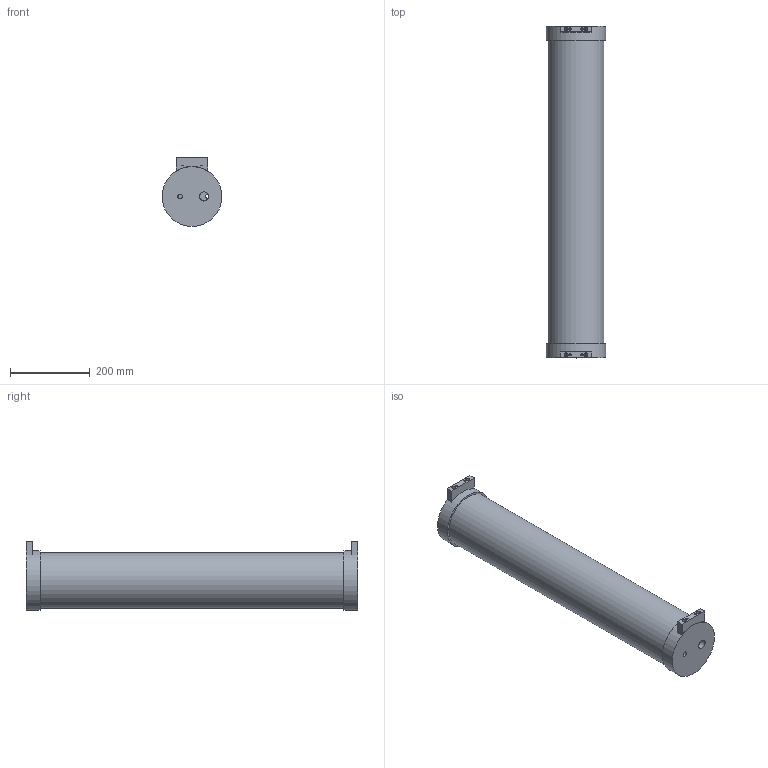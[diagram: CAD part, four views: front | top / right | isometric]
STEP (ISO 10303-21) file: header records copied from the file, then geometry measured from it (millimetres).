
FILE_DESCRIPTION(/* description */ (''),/* implementation_level */ '2;1');
FILE_NAME(/* name */ 'Reservoir LOX.step',/* time_stamp */ '2019-06-09T19:42:00+02:00',/* author */ (''),/* organization */ (''),/* preprocessor_version */ 'ST-DEVELOPER v18',/* originating_system */ 'Autodesk Translation Framework v8.2.0.1029',/* authorisation */ '');
FILE_SCHEMA (('AUTOMOTIVE_DESIGN { 1 0 10303 214 3 1 1 }'));
Length unit declared in the file: millimetre
Products named in the file (3): Reservoir LOX - plan; Fond bas - kerosène; Fixation haut - kerosène
Assembly tree (2 placements, depth 2):
  Reservoir LOX - plan
    Fond bas - kerosène
    Fixation haut - kerosène
Bounding box: 149.7 x 830 x 172 mm (x, y, z)
Volume: 2016979.2 mm3; surface area: 828348.9 mm2
Topology: 5 solids, 5 shells, 55 faces, 113 edges, 78 vertices
Faces by surface type: cylinder 29, plane 26
Full cylindrical faces by diameter (mm): 5.2 x8, 6 x4, 10 x4, 11.8 x3, 23 x1, 24.5 x1, 131.7 x1, 139.7 x3, 149.7 x2
Entity records: 1997 total; most frequent: CARTESIAN_POINT 647, DIRECTION 275, ORIENTED_EDGE 226, AXIS2_PLACEMENT_3D 114, EDGE_CURVE 113, EDGE_LOOP 93, VERTEX_POINT 78, FACE_OUTER_BOUND 55
